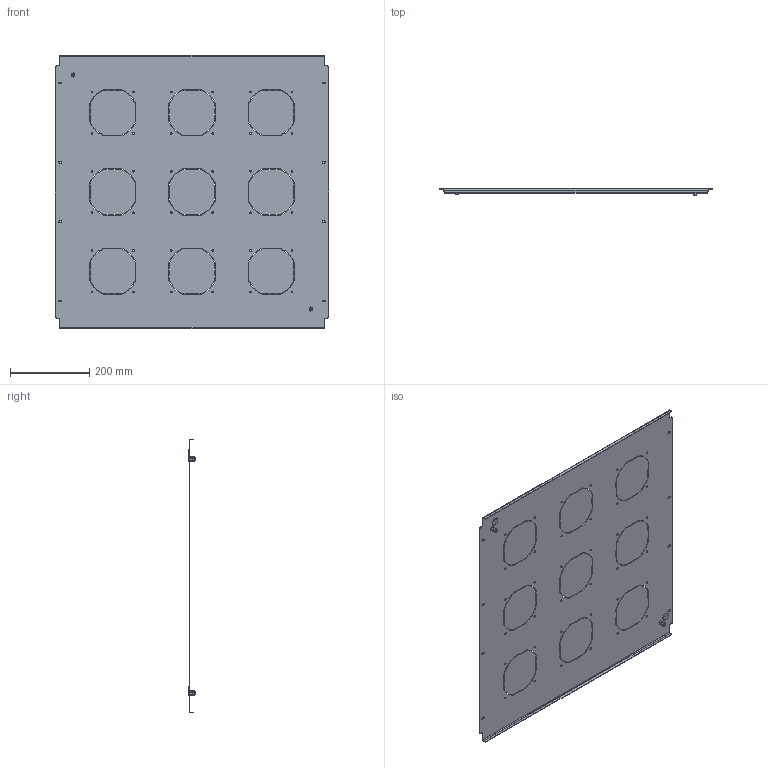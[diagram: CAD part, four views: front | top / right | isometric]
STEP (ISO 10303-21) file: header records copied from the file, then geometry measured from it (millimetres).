
FILE_DESCRIPTION (( 'STEP AP214' ), '1' );
FILE_NAME ('983.880.STEP', '2025-02-11T11:53:29', ( '' ), ( '' ), 'SwSTEP 2.0', 'SolidWorks 2021', '' );
FILE_SCHEMA (( 'AUTOMOTIVE_DESIGN' ));
Length unit declared in the file: millimetre
Products named in the file (4): Çàêëåïêà ðåçüáîâàÿ Ì6 øåñòèãðàííàÿ ñ óìåíüøåííûì áîðòîì; 983.880 眈翴錪; 983.880; Çíàê çàçåìëåíèÿ ô20ìì
Assembly tree (5 placements, depth 2):
  983.880
    983.880 眈翴錪
    Çíàê çàçåìëåíèÿ ô20ìì  x2
    Çàêëåïêà ðåçüáîâàÿ Ì6 øåñòèãðàííàÿ ñ óìåíüøåííûì áîðòîì  x2
Bounding box: 690 x 16 x 690 mm (x, y, z)
Volume: 719430.1 mm3; surface area: 975804.9 mm2
Topology: 5 solids, 5 shells, 554 faces, 1564 edges, 1032 vertices
Faces by surface type: plane 346, cylinder 196, cone 12
Entity records: 17105 total; most frequent: CARTESIAN_POINT 3006, ORIENTED_EDGE 2880, DIRECTION 2826, EDGE_CURVE 1440, LINE 1058, VECTOR 1058, VERTEX_POINT 952, AXIS2_PLACEMENT_3D 884
